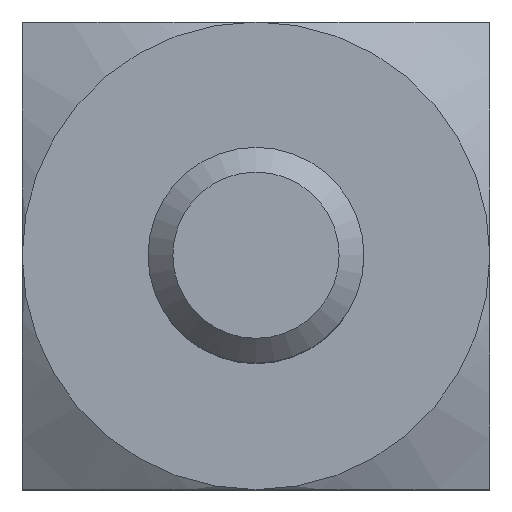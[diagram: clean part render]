
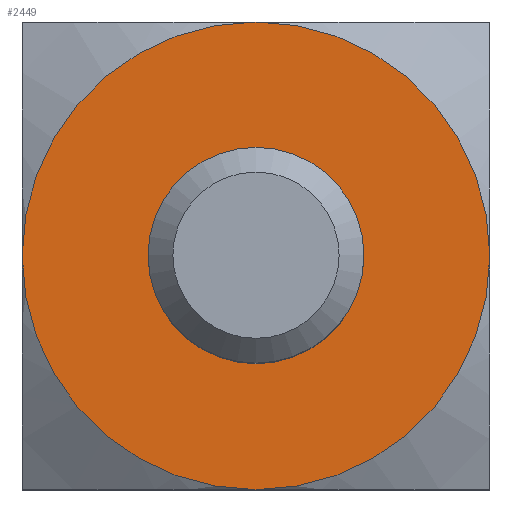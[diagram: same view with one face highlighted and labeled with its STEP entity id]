
A CAD part, top view. The second image highlights one B-rep face of the part: STEP entity #2449.
In plain terms, the highlighted planar face has unit normal (0, 0, 1).
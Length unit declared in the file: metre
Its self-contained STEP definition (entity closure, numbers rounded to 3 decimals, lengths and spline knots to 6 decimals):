
#945 = EDGE_CURVE( '', #2687, #2687, #2688, .T. );
#1117 = EDGE_CURVE( '', #2971, #2972, #2973, .T. );
#1261 = EDGE_CURVE( '', #3201, #2971, #3202, .T. );
#1323 = EDGE_CURVE( '', #2972, #3296, #3297, .T. );
#2217 = EDGE_CURVE( '', #3296, #3201, #4500, .T. );
#2449 = ADVANCED_FACE( '', ( #4770, #4771 ), #4772, .T. );
#2687 = VERTEX_POINT( '', #5073 );
#2688 = CIRCLE( '', #5074, 0.003 );
#2971 = VERTEX_POINT( '', #5461 );
#2972 = VERTEX_POINT( '', #5462 );
#2973 = CIRCLE( '', #5463, 0.0065 );
#3201 = VERTEX_POINT( '', #5775 );
#3202 = CIRCLE( '', #5776, 0.0065 );
#3296 = VERTEX_POINT( '', #5910 );
#3297 = CIRCLE( '', #5911, 0.0065 );
#4500 = CIRCLE( '', #7750, 0.0065 );
#4770 = FACE_OUTER_BOUND( '', #8199, .T. );
#4771 = FACE_BOUND( '', #8200, .T. );
#4772 = PLANE( '', #8201 );
#5073 = CARTESIAN_POINT( '', ( 0.003, 0., 0.0055 ) );
#5074 = AXIS2_PLACEMENT_3D( '', #8438, #8439, #8440 );
#5461 = CARTESIAN_POINT( '', ( -0.0065, 0., 0.0055 ) );
#5462 = CARTESIAN_POINT( '', ( 0., 0.0065, 0.0055 ) );
#5463 = AXIS2_PLACEMENT_3D( '', #8749, #8750, #8751 );
#5775 = CARTESIAN_POINT( '', ( 0., -0.0065, 0.0055 ) );
#5776 = AXIS2_PLACEMENT_3D( '', #9025, #9026, #9027 );
#5910 = CARTESIAN_POINT( '', ( 0.0065, 0., 0.0055 ) );
#5911 = AXIS2_PLACEMENT_3D( '', #9123, #9124, #9125 );
#7750 = AXIS2_PLACEMENT_3D( '', #10661, #10662, #10663 );
#8199 = EDGE_LOOP( '', ( #11005, #11006, #11007, #11008 ) );
#8200 = EDGE_LOOP( '', ( #11009 ) );
#8201 = AXIS2_PLACEMENT_3D( '', #11010, #11011, #11012 );
#8438 = CARTESIAN_POINT( '', ( 0., 0., 0.0055 ) );
#8439 = DIRECTION( '', ( 0., 0., 1. ) );
#8440 = DIRECTION( '', ( 1., 0., 0. ) );
#8749 = CARTESIAN_POINT( '', ( 0., 0., 0.0055 ) );
#8750 = DIRECTION( '', ( 0., 0., -1. ) );
#8751 = DIRECTION( '', ( -1., 0., 0. ) );
#9025 = CARTESIAN_POINT( '', ( 0., 0., 0.0055 ) );
#9026 = DIRECTION( '', ( 0., 0., -1. ) );
#9027 = DIRECTION( '', ( -1., 0., 0. ) );
#9123 = CARTESIAN_POINT( '', ( 0., 0., 0.0055 ) );
#9124 = DIRECTION( '', ( 0., 0., -1. ) );
#9125 = DIRECTION( '', ( -1., 0., 0. ) );
#10661 = CARTESIAN_POINT( '', ( 0., 0., 0.0055 ) );
#10662 = DIRECTION( '', ( 0., 0., -1. ) );
#10663 = DIRECTION( '', ( -1., 0., 0. ) );
#11005 = ORIENTED_EDGE( '', *, *, #2217, .F. );
#11006 = ORIENTED_EDGE( '', *, *, #1323, .F. );
#11007 = ORIENTED_EDGE( '', *, *, #1117, .F. );
#11008 = ORIENTED_EDGE( '', *, *, #1261, .F. );
#11009 = ORIENTED_EDGE( '', *, *, #945, .F. );
#11010 = CARTESIAN_POINT( '', ( -0.0065, -0.0065, 0.0055 ) );
#11011 = DIRECTION( '', ( 0., 0., 1. ) );
#11012 = DIRECTION( '', ( 1., 0., 0. ) );
